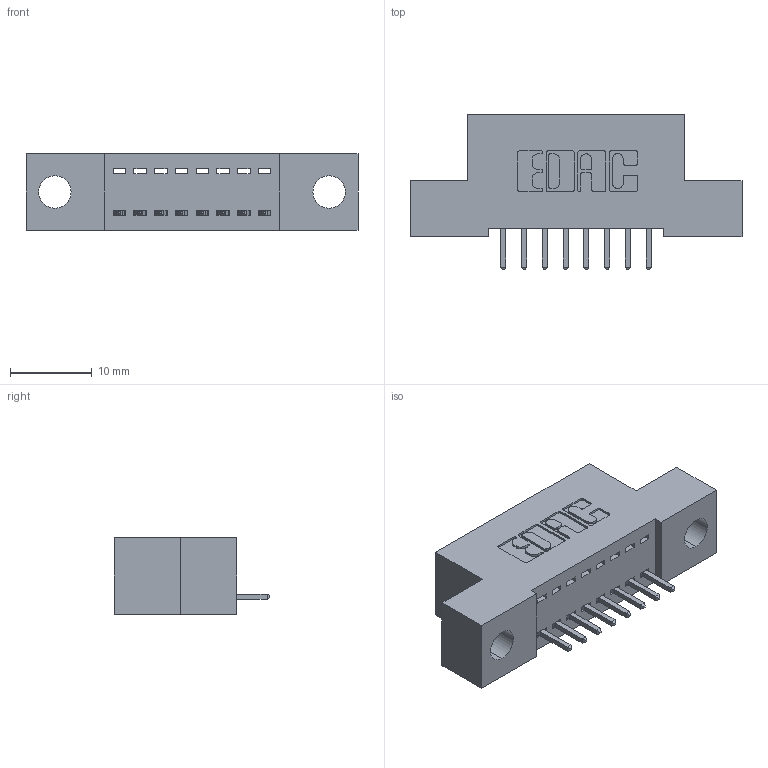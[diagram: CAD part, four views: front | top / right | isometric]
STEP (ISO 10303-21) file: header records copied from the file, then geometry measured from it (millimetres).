
FILE_DESCRIPTION (( 'STEP AP203' ), '1' );
FILE_NAME ('342-008-521-104.STEP', '2019-10-01T13:04:46', ( '' ), ( '' ), 'SwSTEP 2.0', 'SolidWorks 2016', '' );
FILE_SCHEMA (( 'CONFIG_CONTROL_DESIGN' ));
Length unit declared in the file: inch
Products named in the file (3): 342 Part_.156 TH; 345-292-001_345-293-121; 342-008-521-104
Assembly tree (9 placements, depth 2):
  342-008-521-104
    342 Part_.156 TH
    345-292-001_345-293-121  x8
Bounding box: 40.64 x 19.06 x 9.4 mm (x, y, z)
Volume: 3328.3 mm3; surface area: 3984 mm2
Topology: 9 solids, 9 shells, 574 faces, 1707 edges, 1126 vertices
Faces by surface type: plane 402, cylinder 172
Entity records: 9177 total; most frequent: CARTESIAN_POINT 1594, ORIENTED_EDGE 1538, DIRECTION 1413, EDGE_CURVE 769, LINE 641, VECTOR 641, VERTEX_POINT 510, AXIS2_PLACEMENT_3D 386
